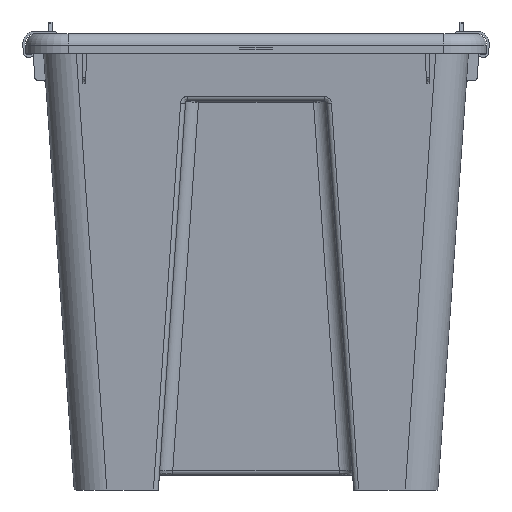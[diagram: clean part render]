
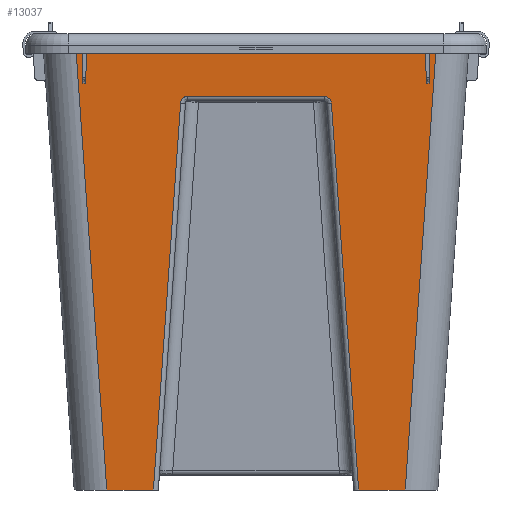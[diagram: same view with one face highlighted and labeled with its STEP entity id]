
A CAD part, left-side view. The second image highlights one B-rep face of the part: STEP entity #13037.
In plain terms, the highlighted planar face has unit normal (-0.998, 0, -0.07).
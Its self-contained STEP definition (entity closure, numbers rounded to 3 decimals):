
#250=B_SPLINE_CURVE_WITH_KNOTS('',3,(#23722,#23723,#23724,#23725,#23726),
 .UNSPECIFIED.,.F.,.F.,(4,1,4),(-0.644,-0.276,0.),
 .UNSPECIFIED.);
#251=B_SPLINE_CURVE_WITH_KNOTS('',3,(#23760,#23761,#23762,#23763,#23764),
 .UNSPECIFIED.,.F.,.F.,(4,1,4),(-0.644,-0.276,0.),
 .UNSPECIFIED.);
#927=PLANE('',#14145);
#1436=FACE_OUTER_BOUND('',#2254,.T.);
#2254=EDGE_LOOP('',(#10037,#10038,#10039,#10040,#10041,#10042,#10043,#10044,
#10045,#10046));
#2811=LINE('',#19456,#3798);
#3043=LINE('',#22671,#4030);
#3073=LINE('',#22806,#4060);
#3136=LINE('',#23775,#4123);
#3139=LINE('',#23916,#4126);
#3142=LINE('',#23920,#4129);
#3145=LINE('',#23930,#4132);
#3146=LINE('',#23932,#4133);
#3798=VECTOR('',#15234,10.);
#4030=VECTOR('',#16088,10.);
#4060=VECTOR('',#16174,10.);
#4123=VECTOR('',#16429,10.);
#4126=VECTOR('',#16452,10.);
#4129=VECTOR('',#16457,10.);
#4132=VECTOR('',#16474,10.);
#4133=VECTOR('',#16477,10.);
#5273=VERTEX_POINT('',#19177);
#5288=VERTEX_POINT('',#19454);
#5564=VERTEX_POINT('',#22668);
#5565=VERTEX_POINT('',#22670);
#5609=VERTEX_POINT('',#22803);
#5610=VERTEX_POINT('',#22805);
#5707=VERTEX_POINT('',#23719);
#5708=VERTEX_POINT('',#23721);
#5709=VERTEX_POINT('',#23758);
#5710=VERTEX_POINT('',#23759);
#6553=EDGE_CURVE('',#5273,#5288,#2811,.T.);
#7011=EDGE_CURVE('',#5564,#5565,#3043,.T.);
#7063=EDGE_CURVE('',#5609,#5610,#3073,.T.);
#7214=EDGE_CURVE('',#5707,#5708,#250,.T.);
#7216=EDGE_CURVE('',#5709,#5710,#251,.T.);
#7220=EDGE_CURVE('',#5710,#5707,#3136,.T.);
#7233=EDGE_CURVE('',#5565,#5709,#3139,.T.);
#7236=EDGE_CURVE('',#5708,#5609,#3142,.T.);
#7239=EDGE_CURVE('',#5610,#5288,#3145,.T.);
#7240=EDGE_CURVE('',#5273,#5564,#3146,.T.);
#10037=ORIENTED_EDGE('',*,*,#7233,.F.);
#10038=ORIENTED_EDGE('',*,*,#7011,.F.);
#10039=ORIENTED_EDGE('',*,*,#7240,.F.);
#10040=ORIENTED_EDGE('',*,*,#6553,.T.);
#10041=ORIENTED_EDGE('',*,*,#7239,.F.);
#10042=ORIENTED_EDGE('',*,*,#7063,.F.);
#10043=ORIENTED_EDGE('',*,*,#7236,.F.);
#10044=ORIENTED_EDGE('',*,*,#7214,.F.);
#10045=ORIENTED_EDGE('',*,*,#7220,.F.);
#10046=ORIENTED_EDGE('',*,*,#7216,.F.);
#13037=ADVANCED_FACE('',(#1436),#927,.F.);
#14145=AXIS2_PLACEMENT_3D('',#23985,#16568,#16569);
#15234=DIRECTION('',(0.,1.,0.));
#16088=DIRECTION('',(0.,1.,0.));
#16174=DIRECTION('',(0.,1.,0.));
#16429=DIRECTION('',(0.,1.,0.));
#16452=DIRECTION('',(-0.07,0.07,0.995));
#16457=DIRECTION('',(0.07,0.07,-0.995));
#16474=DIRECTION('',(-0.07,0.07,0.995));
#16477=DIRECTION('',(0.07,0.07,-0.995));
#16568=DIRECTION('center_axis',(0.998,0.,0.07));
#16569=DIRECTION('ref_axis',(0.07,0.,-0.998));
#19177=CARTESIAN_POINT('',(-186.728,-110.527,274.975));
#19454=CARTESIAN_POINT('',(-186.728,110.527,274.975));
#19456=CARTESIAN_POINT('',(-186.728,130.478,274.975));
#22668=CARTESIAN_POINT('',(-167.5,-91.299,0.));
#22670=CARTESIAN_POINT('',(-167.5,-62.743,0.));
#22671=CARTESIAN_POINT('',(-167.5,-55.625,0.));
#22803=CARTESIAN_POINT('',(-167.5,62.743,0.));
#22805=CARTESIAN_POINT('',(-167.5,91.299,0.));
#22806=CARTESIAN_POINT('',(-167.5,-55.625,0.));
#23719=CARTESIAN_POINT('',(-184.338,41.934,240.791));
#23721=CARTESIAN_POINT('',(-184.054,46.148,236.738));
#23722=CARTESIAN_POINT('Ctrl Pts',(-184.338,41.934,240.791));
#23723=CARTESIAN_POINT('Ctrl Pts',(-184.338,43.161,240.791));
#23724=CARTESIAN_POINT('Ctrl Pts',(-184.265,45.272,239.757));
#23725=CARTESIAN_POINT('Ctrl Pts',(-184.118,46.084,237.654));
#23726=CARTESIAN_POINT('Ctrl Pts',(-184.054,46.148,236.738));
#23758=CARTESIAN_POINT('',(-184.054,-46.148,236.738));
#23759=CARTESIAN_POINT('',(-184.338,-41.934,240.791));
#23760=CARTESIAN_POINT('Ctrl Pts',(-184.054,-46.148,
236.738));
#23761=CARTESIAN_POINT('Ctrl Pts',(-184.14,-46.062,
237.959));
#23762=CARTESIAN_POINT('Ctrl Pts',(-184.285,-44.998,240.033));
#23763=CARTESIAN_POINT('Ctrl Pts',(-184.338,-42.855,
240.791));
#23764=CARTESIAN_POINT('Ctrl Pts',(-184.338,-41.934,
240.791));
#23775=CARTESIAN_POINT('',(-184.338,0.,240.791));
#23916=CARTESIAN_POINT('',(-185.499,-44.7,257.396));
#23920=CARTESIAN_POINT('',(-177.047,53.172,136.529));
#23930=CARTESIAN_POINT('',(-176.489,100.288,128.552));
#23932=CARTESIAN_POINT('',(-186.057,-109.855,265.373));
#23985=CARTESIAN_POINT('Origin',(-186.728,0.,274.975));
